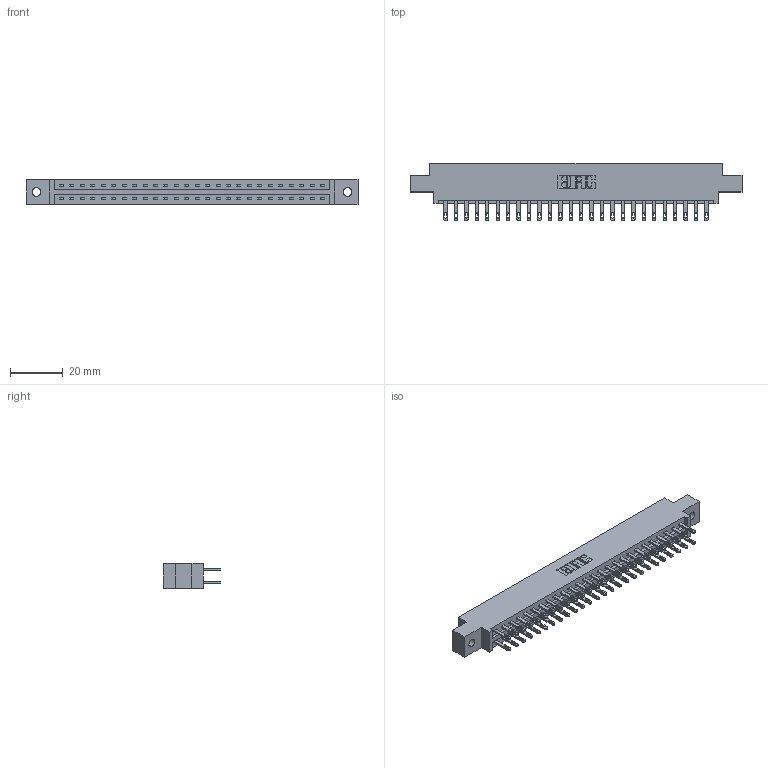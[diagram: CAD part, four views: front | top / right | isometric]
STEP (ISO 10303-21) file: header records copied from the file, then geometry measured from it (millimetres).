
FILE_DESCRIPTION (( 'STEP AP203' ), '1' );
FILE_NAME ('337-052-500-802.STEP', '2019-10-11T17:57:31', ( '' ), ( '' ), 'SwSTEP 2.0', 'SolidWorks 2016', '' );
FILE_SCHEMA (( 'CONFIG_CONTROL_DESIGN' ));
Length unit declared in the file: inch
Products named in the file (3): 337 Part_0.170 Offset - 0.128 Dia; 337-052-500-802; 345-292-001_345-293-100
Assembly tree (53 placements, depth 2):
  337-052-500-802
    337 Part_0.170 Offset - 0.128 Dia
    345-292-001_345-293-100  x52
Bounding box: 126.03 x 21.85 x 9.4 mm (x, y, z)
Volume: 13074.3 mm3; surface area: 15037.2 mm2
Topology: 53 solids, 53 shells, 2718 faces, 8279 edges, 5518 vertices
Faces by surface type: plane 1738, cylinder 980
Entity records: 22293 total; most frequent: CARTESIAN_POINT 3770, ORIENTED_EDGE 3706, DIRECTION 3237, EDGE_CURVE 1853, LINE 1721, VECTOR 1721, VERTEX_POINT 1234, AXIS2_PLACEMENT_3D 758
